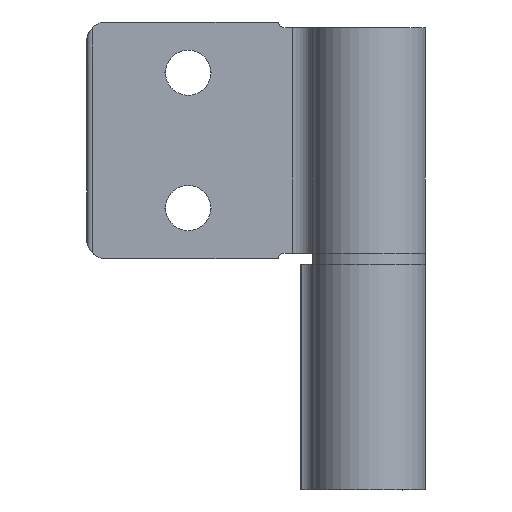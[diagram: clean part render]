
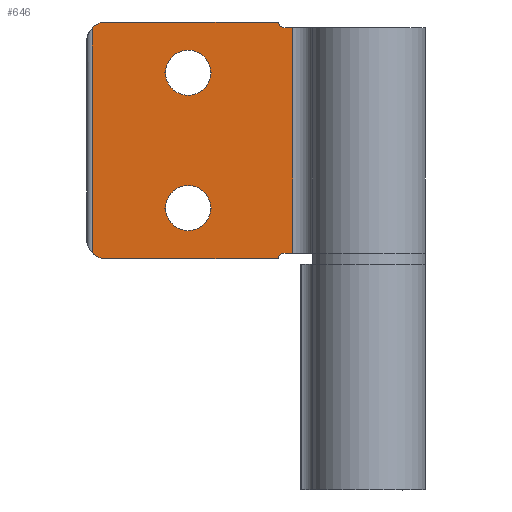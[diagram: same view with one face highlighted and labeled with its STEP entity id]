
A CAD part, left-side view. The second image highlights one B-rep face of the part: STEP entity #646.
In plain terms, the highlighted planar face has unit normal (-1, 0, 0).
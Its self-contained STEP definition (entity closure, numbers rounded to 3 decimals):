
#183=CARTESIAN_POINT('',(7.071,36.071,74.0));
#184=VERTEX_POINT('',#183);
#193=CARTESIAN_POINT('',(7.071,28.071,74.0));
#194=VERTEX_POINT('',#193);
#195=CARTESIAN_POINT('',(7.071,32.071,74.0));
#196=DIRECTION('',(1.0,0.0,0.0));
#197=DIRECTION('',(0.0,1.0,0.0));
#198=AXIS2_PLACEMENT_3D('',#195,#196,#197);
#199=CIRCLE('',#198,4.0);
#200=EDGE_CURVE('',#194,#184,#199,.T.);
#225=CARTESIAN_POINT('',(7.071,36.071,50.0));
#226=VERTEX_POINT('',#225);
#235=CARTESIAN_POINT('',(7.071,28.071,50.0));
#236=VERTEX_POINT('',#235);
#237=CARTESIAN_POINT('',(7.071,32.071,50.0));
#238=DIRECTION('',(1.0,0.0,0.0));
#239=DIRECTION('',(0.0,1.0,0.0));
#240=AXIS2_PLACEMENT_3D('',#237,#238,#239);
#241=CIRCLE('',#240,4.0);
#242=EDGE_CURVE('',#236,#226,#241,.T.);
#269=CARTESIAN_POINT('',(7.071,49.071,42.051));
#270=VERTEX_POINT('',#269);
#301=CARTESIAN_POINT('',(7.071,46.571,41.0));
#302=VERTEX_POINT('',#301);
#309=CARTESIAN_POINT('',(7.071,46.571,44.5));
#310=DIRECTION('',(1.,0.,0.));
#311=DIRECTION('',(0.,0.707,-0.707));
#312=AXIS2_PLACEMENT_3D('',#309,#310,#311);
#313=CIRCLE('',#312,3.5);
#314=EDGE_CURVE('',#302,#270,#313,.T.);
#355=CARTESIAN_POINT('',(7.071,49.071,81.949));
#356=VERTEX_POINT('',#355);
#357=CARTESIAN_POINT('',(7.071,49.071,42.051));
#358=DIRECTION('',(0.0,0.0,1.0));
#359=VECTOR('',#358,39.899);
#360=LINE('',#357,#359);
#361=EDGE_CURVE('',#270,#356,#360,.T.);
#387=CARTESIAN_POINT('',(7.071,46.571,83.0));
#388=VERTEX_POINT('',#387);
#389=CARTESIAN_POINT('',(7.071,46.571,79.5));
#390=DIRECTION('',(1.,0.,0.));
#391=DIRECTION('',(0.,0.707,0.707));
#392=AXIS2_PLACEMENT_3D('',#389,#390,#391);
#393=CIRCLE('',#392,3.5);
#394=EDGE_CURVE('',#356,#388,#393,.T.);
#507=CARTESIAN_POINT('',(7.071,16.071,83.0));
#508=VERTEX_POINT('',#507);
#509=CARTESIAN_POINT('',(7.071,46.571,83.0));
#510=DIRECTION('',(0.0,-1.0,0.0));
#511=VECTOR('',#510,30.5);
#512=LINE('',#509,#511);
#513=EDGE_CURVE('',#388,#508,#512,.T.);
#534=CARTESIAN_POINT('',(7.071,32.071,50.0));
#535=DIRECTION('',(1.0,0.0,0.0));
#536=DIRECTION('',(0.0,1.0,0.0));
#537=AXIS2_PLACEMENT_3D('',#534,#535,#536);
#538=CIRCLE('',#537,4.0);
#539=EDGE_CURVE('',#226,#236,#538,.T.);
#552=CARTESIAN_POINT('',(7.071,32.071,74.0));
#553=DIRECTION('',(1.0,0.0,0.0));
#554=DIRECTION('',(0.0,1.0,0.0));
#555=AXIS2_PLACEMENT_3D('',#552,#553,#554);
#556=CIRCLE('',#555,4.0);
#557=EDGE_CURVE('',#184,#194,#556,.T.);
#568=CARTESIAN_POINT('',(7.071,16.071,41.0));
#569=VERTEX_POINT('',#568);
#576=CARTESIAN_POINT('',(7.071,46.571,41.0));
#577=DIRECTION('',(0.0,-1.0,0.0));
#578=VECTOR('',#577,30.5);
#579=LINE('',#576,#578);
#580=EDGE_CURVE('',#302,#569,#579,.T.);
#586=CARTESIAN_POINT('',(7.071,50.071,83.0));
#587=DIRECTION('',(-1.0,0.0,0.0));
#588=DIRECTION('',(0.0,0.0,1.0));
#589=AXIS2_PLACEMENT_3D('',#586,#587,#588);
#590=PLANE('',#589);
#591=ORIENTED_EDGE('',*,*,#580,.T.);
#592=CARTESIAN_POINT('',(7.071,15.071,42.0));
#593=VERTEX_POINT('',#592);
#594=CARTESIAN_POINT('',(7.071,15.071,41.0));
#595=DIRECTION('',(1.,0.,0.));
#596=DIRECTION('',(0.,0.707,0.707));
#597=AXIS2_PLACEMENT_3D('',#594,#595,#596);
#598=CIRCLE('',#597,1.);
#599=EDGE_CURVE('',#569,#593,#598,.T.);
#600=ORIENTED_EDGE('',*,*,#599,.T.);
#601=CARTESIAN_POINT('',(7.071,13.5,42.0));
#602=VERTEX_POINT('',#601);
#603=CARTESIAN_POINT('',(7.071,15.071,42.0));
#604=DIRECTION('',(0.0,-1.0,0.0));
#605=VECTOR('',#604,1.571);
#606=LINE('',#603,#605);
#607=EDGE_CURVE('',#593,#602,#606,.T.);
#608=ORIENTED_EDGE('',*,*,#607,.T.);
#609=CARTESIAN_POINT('',(7.071,13.5,82.0));
#610=VERTEX_POINT('',#609);
#611=CARTESIAN_POINT('',(7.071,13.5,82.0));
#612=DIRECTION('',(0.0,0.0,-1.0));
#613=VECTOR('',#612,40.0);
#614=LINE('',#611,#613);
#615=EDGE_CURVE('',#610,#602,#614,.T.);
#616=ORIENTED_EDGE('',*,*,#615,.F.);
#617=CARTESIAN_POINT('',(7.071,15.071,82.0));
#618=VERTEX_POINT('',#617);
#619=CARTESIAN_POINT('',(7.071,13.5,82.0));
#620=DIRECTION('',(0.0,1.0,0.0));
#621=VECTOR('',#620,1.571);
#622=LINE('',#619,#621);
#623=EDGE_CURVE('',#610,#618,#622,.T.);
#624=ORIENTED_EDGE('',*,*,#623,.T.);
#625=CARTESIAN_POINT('',(7.071,15.071,83.0));
#626=DIRECTION('',(1.,0.,0.));
#627=DIRECTION('',(0.,0.707,-0.707));
#628=AXIS2_PLACEMENT_3D('',#625,#626,#627);
#629=CIRCLE('',#628,1.);
#630=EDGE_CURVE('',#618,#508,#629,.T.);
#631=ORIENTED_EDGE('',*,*,#630,.T.);
#632=ORIENTED_EDGE('',*,*,#513,.F.);
#633=ORIENTED_EDGE('',*,*,#394,.F.);
#634=ORIENTED_EDGE('',*,*,#361,.F.);
#635=ORIENTED_EDGE('',*,*,#314,.F.);
#636=EDGE_LOOP('',(#591,#600,#608,#616,#624,#631,#632,#633,#634,#635));
#637=FACE_OUTER_BOUND('',#636,.T.);
#638=ORIENTED_EDGE('',*,*,#539,.T.);
#639=ORIENTED_EDGE('',*,*,#242,.T.);
#640=EDGE_LOOP('',(#638,#639));
#641=FACE_BOUND('',#640,.T.);
#642=ORIENTED_EDGE('',*,*,#557,.T.);
#643=ORIENTED_EDGE('',*,*,#200,.T.);
#644=EDGE_LOOP('',(#642,#643));
#645=FACE_BOUND('',#644,.T.);
#646=ADVANCED_FACE('',(#637,#641,#645),#590,.T.);
